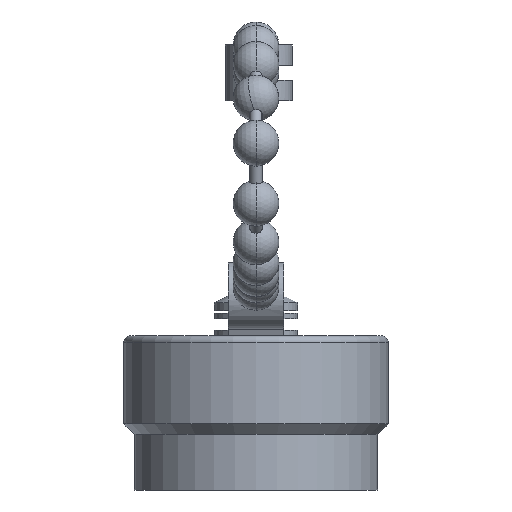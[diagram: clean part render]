
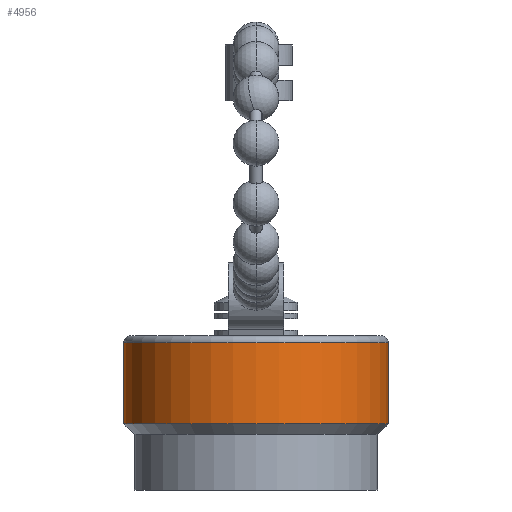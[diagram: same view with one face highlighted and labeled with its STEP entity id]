
A CAD part, front view. The second image highlights one B-rep face of the part: STEP entity #4956.
In plain terms, the highlighted cylindrical face has radius 9.5 mm (diameter 19 mm), a partial arc.
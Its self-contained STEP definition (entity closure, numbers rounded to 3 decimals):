
#349 = CYLINDRICAL_SURFACE ( 'NONE', #5395, 9.5 ) ;
#561 = ORIENTED_EDGE ( 'NONE', *, *, #1472, .F. ) ;
#567 = DIRECTION ( 'NONE',  ( 1., 0., 0. ) ) ;
#1458 = CARTESIAN_POINT ( 'NONE',  ( 9.5, 0., 10.6 ) ) ;
#1472 = EDGE_CURVE ( 'NONE', #6850, #7148, #7637, .T. ) ;
#2079 = CARTESIAN_POINT ( 'NONE',  ( -9.5, 0., 12.612 ) ) ;
#2176 = EDGE_CURVE ( 'NONE', #7148, #2828, #7042, .T. ) ;
#2300 = CARTESIAN_POINT ( 'NONE',  ( 0., 0., 4.75 ) ) ;
#2329 = CARTESIAN_POINT ( 'NONE',  ( 0., 0., 12.612 ) ) ;
#2784 = AXIS2_PLACEMENT_3D ( 'NONE', #4151, #3376, #567 ) ;
#2828 = VERTEX_POINT ( 'NONE', #1458 ) ;
#2905 = FACE_OUTER_BOUND ( 'NONE', #5097, .T. ) ;
#3362 = CARTESIAN_POINT ( 'NONE',  ( 9.5, 0., 4.75 ) ) ;
#3376 = DIRECTION ( 'NONE',  ( 0., 0., 1. ) ) ;
#3558 = DIRECTION ( 'NONE',  ( 0., 0., 1. ) ) ;
#3610 = VECTOR ( 'NONE', #3953, 1000. ) ;
#3953 = DIRECTION ( 'NONE',  ( 0., 0., 1. ) ) ;
#4072 = ORIENTED_EDGE ( 'NONE', *, *, #4835, .T. ) ;
#4151 = CARTESIAN_POINT ( 'NONE',  ( 0., 0., 10.6 ) ) ;
#4736 = CARTESIAN_POINT ( 'NONE',  ( -9.5, 0., 4.75 ) ) ;
#4835 = EDGE_CURVE ( 'NONE', #6850, #7928, #6643, .T. ) ;
#4956 = ADVANCED_FACE ( 'NONE', ( #2905 ), #349, .T. ) ;
#5097 = EDGE_LOOP ( 'NONE', ( #561, #4072, #8447, #8949 ) ) ;
#5101 = DIRECTION ( 'NONE',  ( 0., 0., 1. ) ) ;
#5395 = AXIS2_PLACEMENT_3D ( 'NONE', #2329, #3558, #8692 ) ;
#5468 = LINE ( 'NONE', #7599, #3610 ) ;
#5738 = VECTOR ( 'NONE', #8377, 1000. ) ;
#5913 = EDGE_CURVE ( 'NONE', #7928, #2828, #5468, .T. ) ;
#6323 = CARTESIAN_POINT ( 'NONE',  ( -9.5, 0., 10.6 ) ) ;
#6643 = CIRCLE ( 'NONE', #6686, 9.5 ) ;
#6686 = AXIS2_PLACEMENT_3D ( 'NONE', #2300, #5101, #7930 ) ;
#6850 = VERTEX_POINT ( 'NONE', #4736 ) ;
#7042 = CIRCLE ( 'NONE', #2784, 9.5 ) ;
#7148 = VERTEX_POINT ( 'NONE', #6323 ) ;
#7599 = CARTESIAN_POINT ( 'NONE',  ( 9.5, 0., 12.612 ) ) ;
#7637 = LINE ( 'NONE', #2079, #5738 ) ;
#7928 = VERTEX_POINT ( 'NONE', #3362 ) ;
#7930 = DIRECTION ( 'NONE',  ( 1., 0., 0. ) ) ;
#8377 = DIRECTION ( 'NONE',  ( 0., 0., 1. ) ) ;
#8447 = ORIENTED_EDGE ( 'NONE', *, *, #5913, .T. ) ;
#8692 = DIRECTION ( 'NONE',  ( 1., 0., 0. ) ) ;
#8949 = ORIENTED_EDGE ( 'NONE', *, *, #2176, .F. ) ;
